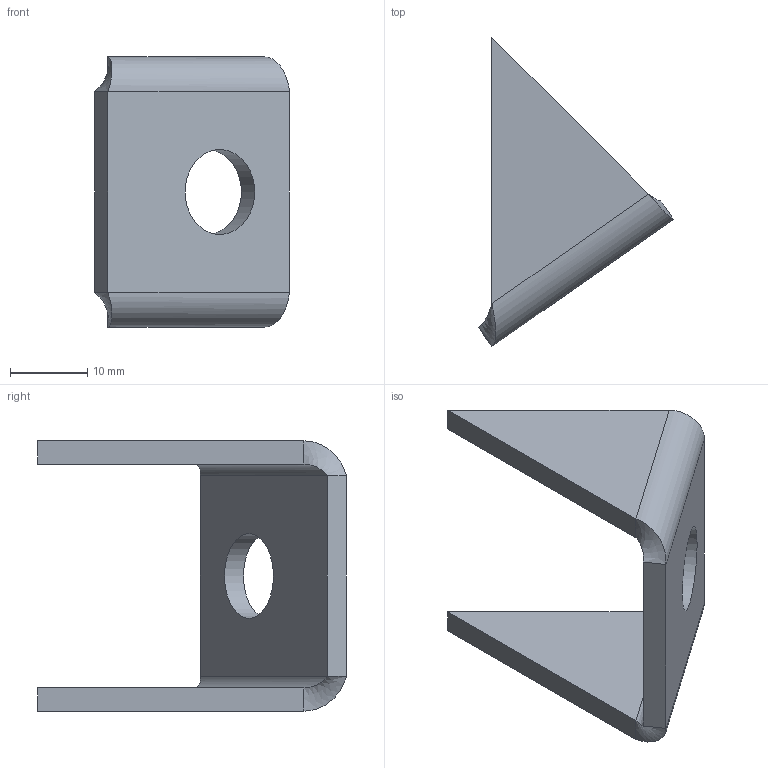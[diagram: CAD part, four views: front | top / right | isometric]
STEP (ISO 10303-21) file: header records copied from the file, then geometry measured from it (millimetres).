
FILE_DESCRIPTION(/* description */ (''),/* implementation_level */ '2;1');
FILE_NAME(/* name */ 'SUPPORTO_PIANTONE_STERZO_7.stp',/* time_stamp */ '2016-06-02T11:18:05+02:00',/* author */ (''),/* organization */ (''),/* preprocessor_version */ 'ST-DEVELOPER v16.5',/* originating_system */ 'Autodesk Translation Framework v5.0.0.3310',/* authorisation */ '');
FILE_SCHEMA (('AUTOMOTIVE_DESIGN { 1 0 10303 214 3 1 1 }'));
Length unit declared in the file: centimetre
Products named in the file (1): SUPPORTO_PIANTONE_STERZO_7
Bounding box: 25.25 x 40 x 35 mm (x, y, z)
Volume: 4812.4 mm3; surface area: 3910.2 mm2
Topology: 1 solids, 1 shells, 21 faces, 45 edges, 26 vertices
Faces by surface type: plane 12, cylinder 5, bspline 4
Full cylindrical faces by diameter (mm): 11 x1
Entity records: 894 total; most frequent: CARTESIAN_POINT 446, ORIENTED_EDGE 88, DIRECTION 74, EDGE_CURVE 44, LINE 34, VECTOR 34, VERTEX_POINT 26, EDGE_LOOP 24
